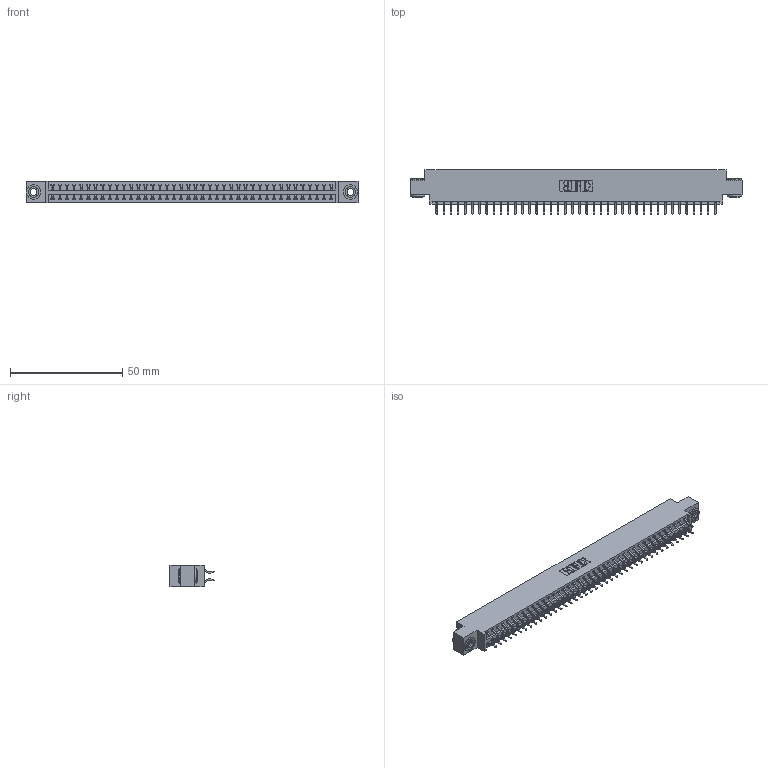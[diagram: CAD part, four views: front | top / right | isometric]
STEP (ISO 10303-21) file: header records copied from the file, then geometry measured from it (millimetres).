
FILE_DESCRIPTION (( 'STEP AP203' ), '1' );
FILE_NAME ('396-080-556-803.STEP', '2019-11-02T13:48:21', ( '' ), ( '' ), 'SwSTEP 2.0', 'SolidWorks 2016', '' );
FILE_SCHEMA (( 'CONFIG_CONTROL_DESIGN' ));
Length unit declared in the file: inch
Products named in the file (4): 396-080-556-803; 346 Part_0.170 Offset - 0.156 Dia-TH; 345-292-001_556 Tail; 345-250-002_345-250-002-102
Assembly tree (83 placements, depth 2):
  396-080-556-803
    346 Part_0.170 Offset - 0.156 Dia-TH
    345-292-001_556 Tail  x80
    345-250-002_345-250-002-102  x2
Bounding box: 147.57 x 19.57 x 9.4 mm (x, y, z)
Volume: 14236.4 mm3; surface area: 19856.9 mm2
Topology: 83 solids, 83 shells, 4804 faces, 14257 edges, 9394 vertices
Faces by surface type: plane 3210, cylinder 1586, cone 8
Entity records: 27376 total; most frequent: CARTESIAN_POINT 4507, ORIENTED_EDGE 4422, DIRECTION 4041, EDGE_CURVE 2211, LINE 1887, VECTOR 1887, VERTEX_POINT 1470, AXIS2_PLACEMENT_3D 1077
